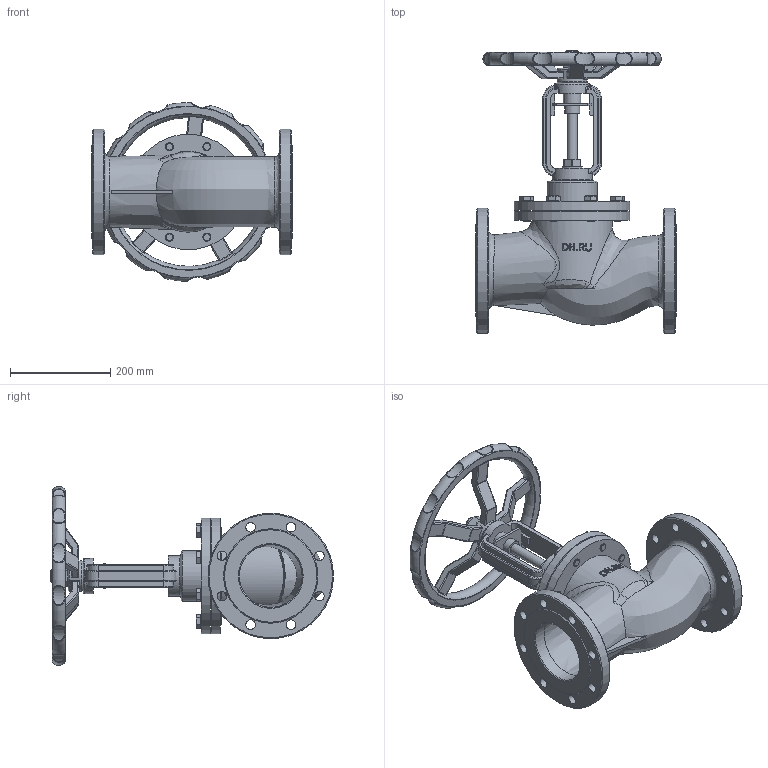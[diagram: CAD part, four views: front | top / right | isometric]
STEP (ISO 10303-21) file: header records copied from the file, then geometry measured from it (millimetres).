
FILE_DESCRIPTION(/* description */ (''),/* implementation_level */ '2;1');
FILE_NAME(/* name */ 'DN125_3D_STEP.stp',/* time_stamp */ '2024-03-02T15:17:24+03:00',/* author */ ('igorr'),/* organization */ (''),/* preprocessor_version */ 'ST-DEVELOPER v19.2',/* originating_system */ 'Autodesk Inventor 2023',/* authorisation */ '');
FILE_SCHEMA (('AUTOMOTIVE_DESIGN { 1 0 10303 214 3 1 1 }'));
Length unit declared in the file: millimetre
Products named in the file (5): Сборка; Деталь1; Деталь2; AS 1110 - M16 x 40; ANSI B18.2.4.2M - M24x3
Assembly tree (11 placements, depth 2):
  Сборка
    Деталь1
    Деталь2
    AS 1110 - M16 x 40  x8
    ANSI B18.2.4.2M - M24x3
Bounding box: 400 x 563.75 x 356.17 mm (x, y, z)
Volume: 9232700 mm3; surface area: 981565.5 mm2
Topology: 11 solids, 11 shells, 900 faces, 2101 edges, 1247 vertices
Faces by surface type: plane 282, cylinder 225, torus 128, bspline 120, cone 73, sphere 72
Full cylindrical faces by diameter (mm): 16 x24, 19 x16, 20 x1, 20.752 x1, 24 x8, 25 x1, 30 x1, 32.5 x1, 35 x1, 40 x1, 60 x1, 63.693 x1, 80 x1, 100 x1, 120 x1, 125 x2, 230 x2, 250 x2
Entity records: 29775 total; most frequent: CARTESIAN_POINT 12151, DIRECTION 3521, ORIENTED_EDGE 3486, EDGE_CURVE 1743, AXIS2_PLACEMENT_3D 1491, VERTEX_POINT 1037, CIRCLE 852, EDGE_LOOP 837
